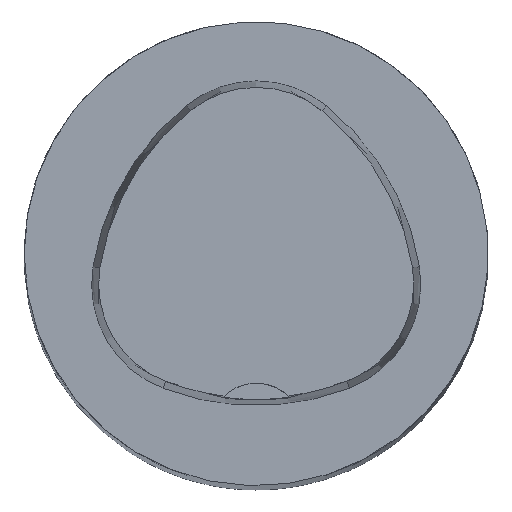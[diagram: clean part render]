
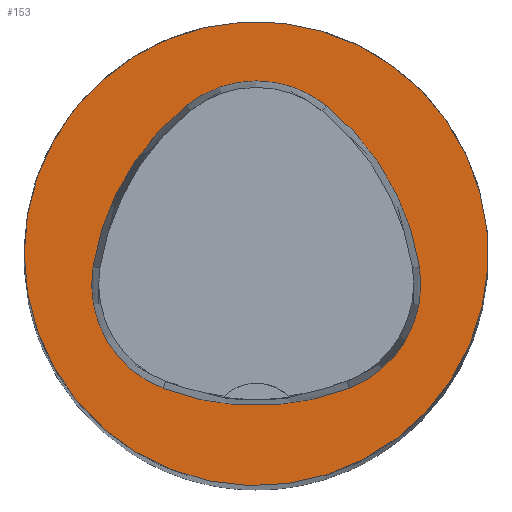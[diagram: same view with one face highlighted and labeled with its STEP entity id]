
A CAD part, top view. The second image highlights one B-rep face of the part: STEP entity #153.
In plain terms, the highlighted planar face has unit normal (0, 0, 1).
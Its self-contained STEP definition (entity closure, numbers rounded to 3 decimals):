
#57=CIRCLE('',#1290,25.);
#58=CIRCLE('',#1296,28.);
#60=CIRCLE('',#1299,12.);
#62=CIRCLE('',#1302,28.);
#64=CIRCLE('',#1305,12.);
#68=CIRCLE('',#1310,28.);
#70=CIRCLE('',#1313,12.);
#134=FACE_BOUND('',#341,.T.);
#135=FACE_BOUND('',#342,.T.);
#153=ADVANCED_FACE('',(#134,#135),#215,.T.);
#215=PLANE('',#1318);
#341=EDGE_LOOP('',(#513,#514,#515,#516,#517,#518));
#342=EDGE_LOOP('',(#519));
#513=ORIENTED_EDGE('',*,*,#942,.T.);
#514=ORIENTED_EDGE('',*,*,#922,.T.);
#515=ORIENTED_EDGE('',*,*,#926,.T.);
#516=ORIENTED_EDGE('',*,*,#929,.T.);
#517=ORIENTED_EDGE('',*,*,#932,.T.);
#518=ORIENTED_EDGE('',*,*,#940,.T.);
#519=ORIENTED_EDGE('',*,*,#913,.F.);
#796=VERTEX_POINT('',#1878);
#805=VERTEX_POINT('',#1897);
#806=VERTEX_POINT('',#1898);
#809=VERTEX_POINT('',#1906);
#811=VERTEX_POINT('',#1912);
#813=VERTEX_POINT('',#1918);
#820=VERTEX_POINT('',#1939);
#913=EDGE_CURVE('',#796,#796,#57,.T.);
#922=EDGE_CURVE('',#805,#806,#58,.T.);
#926=EDGE_CURVE('',#806,#809,#60,.T.);
#929=EDGE_CURVE('',#809,#811,#62,.T.);
#932=EDGE_CURVE('',#811,#813,#64,.T.);
#940=EDGE_CURVE('',#813,#820,#68,.T.);
#942=EDGE_CURVE('',#820,#805,#70,.T.);
#1290=AXIS2_PLACEMENT_3D('',#1877,#1444,#1445);
#1296=AXIS2_PLACEMENT_3D('',#1896,#1460,#1461);
#1299=AXIS2_PLACEMENT_3D('',#1905,#1468,#1469);
#1302=AXIS2_PLACEMENT_3D('',#1911,#1475,#1476);
#1305=AXIS2_PLACEMENT_3D('',#1917,#1482,#1483);
#1310=AXIS2_PLACEMENT_3D('',#1940,#1494,#1495);
#1313=AXIS2_PLACEMENT_3D('',#1943,#1500,#1501);
#1318=AXIS2_PLACEMENT_3D('',#1948,#1510,#1511);
#1444=DIRECTION('',(0.,0.,-1.));
#1445=DIRECTION('',(-1.,0.,0.));
#1460=DIRECTION('',(0.,0.,-1.));
#1461=DIRECTION('',(-1.,0.,0.));
#1468=DIRECTION('',(0.,0.,-1.));
#1469=DIRECTION('',(-1.,0.,0.));
#1475=DIRECTION('',(0.,0.,-1.));
#1476=DIRECTION('',(-1.,0.,0.));
#1482=DIRECTION('',(0.,0.,-1.));
#1483=DIRECTION('',(-1.,0.,0.));
#1494=DIRECTION('',(0.,0.,-1.));
#1495=DIRECTION('',(-1.,0.,0.));
#1500=DIRECTION('',(0.,0.,-1.));
#1501=DIRECTION('',(-1.,0.,0.));
#1510=DIRECTION('',(0.,0.,1.));
#1511=DIRECTION('',(-1.,0.,0.));
#1877=CARTESIAN_POINT('',(0.,0.,0.));
#1878=CARTESIAN_POINT('',(-25.,0.,0.));
#1896=CARTESIAN_POINT('',(10.068,-5.824,0.));
#1897=CARTESIAN_POINT('',(-17.584,-1.424,0.));
#1898=CARTESIAN_POINT('',(-7.531,15.953,0.));
#1905=CARTESIAN_POINT('',(0.011,6.62,0.));
#1906=CARTESIAN_POINT('',(7.567,15.942,0.));
#1911=CARTESIAN_POINT('',(-10.063,-5.81,0.));
#1912=CARTESIAN_POINT('',(17.59,-1.418,0.));
#1917=CARTESIAN_POINT('',(5.739,-3.3,0.));
#1918=CARTESIAN_POINT('',(10.05,-14.499,0.));
#1939=CARTESIAN_POINT('',(-10.025,-14.516,0.));
#1940=CARTESIAN_POINT('',(-0.01,11.631,0.));
#1943=CARTESIAN_POINT('',(-5.733,-3.31,0.));
#1948=CARTESIAN_POINT('',(0.,0.,0.));
